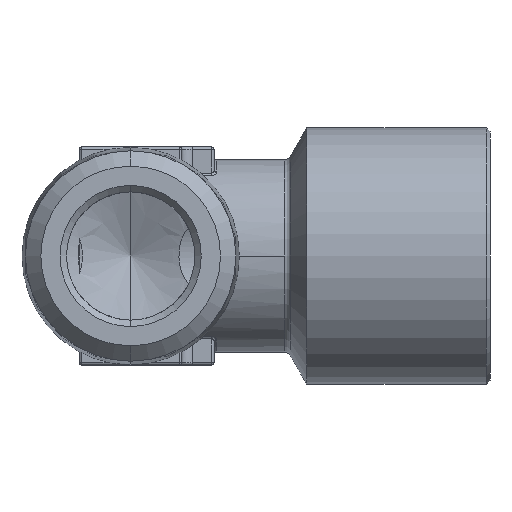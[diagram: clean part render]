
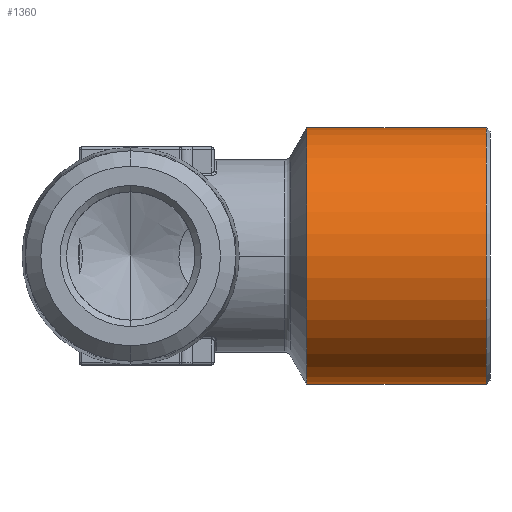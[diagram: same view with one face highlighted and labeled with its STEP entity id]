
A CAD part, front view. The second image highlights one B-rep face of the part: STEP entity #1360.
In plain terms, the highlighted cylindrical face has radius 10 mm (diameter 20 mm), a partial arc.
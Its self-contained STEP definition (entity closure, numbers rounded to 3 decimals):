
#295 = VERTEX_POINT ( 'NONE', #1989 ) ;
#299 = VERTEX_POINT ( 'NONE', #1984 ) ;
#304 = VERTEX_POINT ( 'NONE', #1976 ) ;
#314 = VERTEX_POINT ( 'NONE', #1965 ) ;
#495 = EDGE_LOOP ( 'NONE', ( #4151, #4149, #3660, #3671 ) ) ;
#822 = CARTESIAN_POINT ( 'NONE',  ( 13.732, 0., 0. ) ) ;
#823 = DIRECTION ( 'NONE',  ( 1., 0., 0. ) ) ;
#824 = DIRECTION ( 'NONE',  ( 0., 0., -1. ) ) ;
#865 = LINE ( 'NONE', #866, #2105 ) ;
#866 = CARTESIAN_POINT ( 'NONE',  ( 0., 0., 10. ) ) ;
#871 = LINE ( 'NONE', #872, #2103 ) ;
#872 = CARTESIAN_POINT ( 'NONE',  ( 0., 0., -10. ) ) ;
#873 = DIRECTION ( 'NONE',  ( -1., 0., 0. ) ) ;
#879 = DIRECTION ( 'NONE',  ( -1., 0., 0. ) ) ;
#1360 = ADVANCED_FACE ( 'NONE', ( #1421 ), #1412, .T. ) ;
#1410 = DIRECTION ( 'NONE',  ( 0., 0., 1. ) ) ;
#1412 = CYLINDRICAL_SURFACE ( 'NONE', #2602, 10. ) ;
#1420 = CARTESIAN_POINT ( 'NONE',  ( 0., 0., 0. ) ) ;
#1421 = FACE_OUTER_BOUND ( 'NONE', #495, .T. ) ;
#1448 = DIRECTION ( 'NONE',  ( -1., 0., 0. ) ) ;
#1543 = EDGE_CURVE ( 'NONE', #314, #295, #4181, .T. ) ;
#1901 = EDGE_CURVE ( 'NONE', #299, #304, #2101, .T. ) ;
#1916 = EDGE_CURVE ( 'NONE', #314, #304, #871, .T. ) ;
#1918 = EDGE_CURVE ( 'NONE', #295, #299, #865, .T. ) ;
#1965 = CARTESIAN_POINT ( 'NONE',  ( 27.7, 0., -10. ) ) ;
#1976 = CARTESIAN_POINT ( 'NONE',  ( 13.732, 0., -10. ) ) ;
#1984 = CARTESIAN_POINT ( 'NONE',  ( 13.732, 0., 10. ) ) ;
#1989 = CARTESIAN_POINT ( 'NONE',  ( 27.7, 0., 10. ) ) ;
#2096 = AXIS2_PLACEMENT_3D ( 'NONE', #822, #823, #824 ) ;
#2101 = CIRCLE ( 'NONE', #2096, 10. ) ;
#2103 = VECTOR ( 'NONE', #873, 1000. ) ;
#2105 = VECTOR ( 'NONE', #879, 1000. ) ;
#2602 = AXIS2_PLACEMENT_3D ( 'NONE', #1420, #1448, #1410 ) ;
#3196 = CARTESIAN_POINT ( 'NONE',  ( 27.7, 0., 0. ) ) ;
#3197 = DIRECTION ( 'NONE',  ( -1., 0., 0. ) ) ;
#3198 = DIRECTION ( 'NONE',  ( 0., 0., 1. ) ) ;
#3660 = ORIENTED_EDGE ( 'NONE', *, *, #1918, .T. ) ;
#3671 = ORIENTED_EDGE ( 'NONE', *, *, #1901, .T. ) ;
#4149 = ORIENTED_EDGE ( 'NONE', *, *, #1543, .T. ) ;
#4151 = ORIENTED_EDGE ( 'NONE', *, *, #1916, .F. ) ;
#4179 = AXIS2_PLACEMENT_3D ( 'NONE', #3196, #3197, #3198 ) ;
#4181 = CIRCLE ( 'NONE', #4179, 10. ) ;
